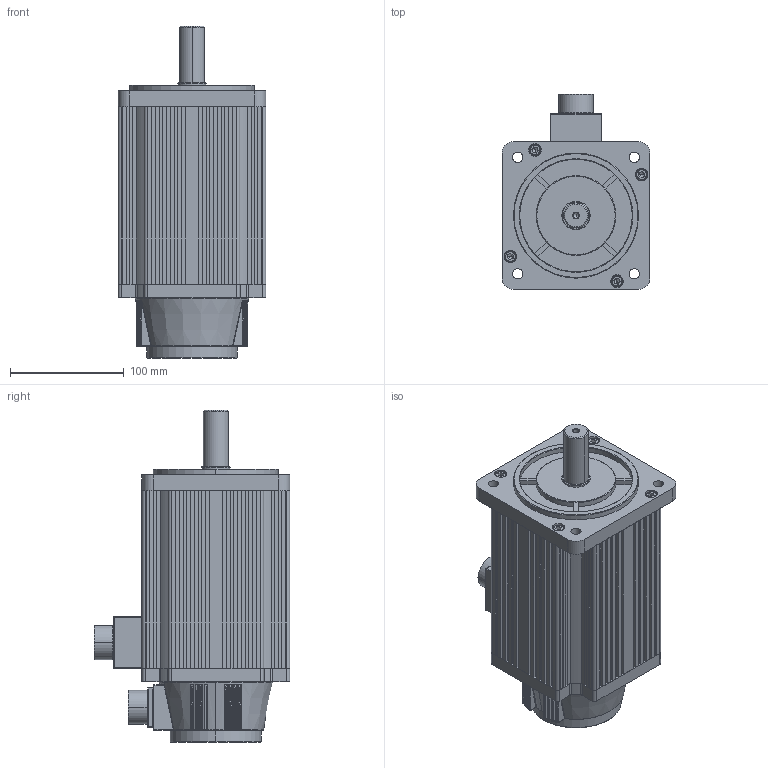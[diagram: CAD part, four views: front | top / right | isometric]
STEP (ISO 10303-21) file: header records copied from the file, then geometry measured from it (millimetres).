
FILE_DESCRIPTION (( 'STEP AP214' ), '1' );
FILE_NAME ('130SFM-E15020.STEP', '2022-02-11T02:15:17', ( '' ), ( '' ), 'SwSTEP 2.0', 'SolidWorks 2020', '' );
FILE_SCHEMA (( 'AUTOMOTIVE_DESIGN' ));
Length unit declared in the file: millimetre
Products named in the file (8): 綴欶01; 130粣; 瑤脣01; hexagon socket head cap screws gb_GB_FASTENER_SCREWS_HSHCS M6X20-N; 130楊擘; 130SFM-E15020; 130 儂旯; 130ヶ傷堤粣
Assembly tree (10 placements, depth 2):
  130SFM-E15020
    130ヶ傷堤粣
    130 儂旯
    130粣
    瑤脣01
    綴欶01
    130楊擘
    hexagon socket head cap screws gb_GB_FASTENER_SCREWS_HSHCS M6X20-N  x4
Bounding box: 130 x 172 x 292 mm (x, y, z)
Volume: 3162450.2 mm3; surface area: 276281.6 mm2
Topology: 10 solids, 10 shells, 1040 faces, 2614 edges, 1534 vertices
Faces by surface type: plane 395, cylinder 277, bspline 142, torus 104, cone 62, sphere 60
Entity records: 32658 total; most frequent: CARTESIAN_POINT 9606, ORIENTED_EDGE 4684, DIRECTION 4389, EDGE_CURVE 2342, AXIS2_PLACEMENT_3D 1628, VERTEX_POINT 1435, VECTOR 1133, LINE 1133
